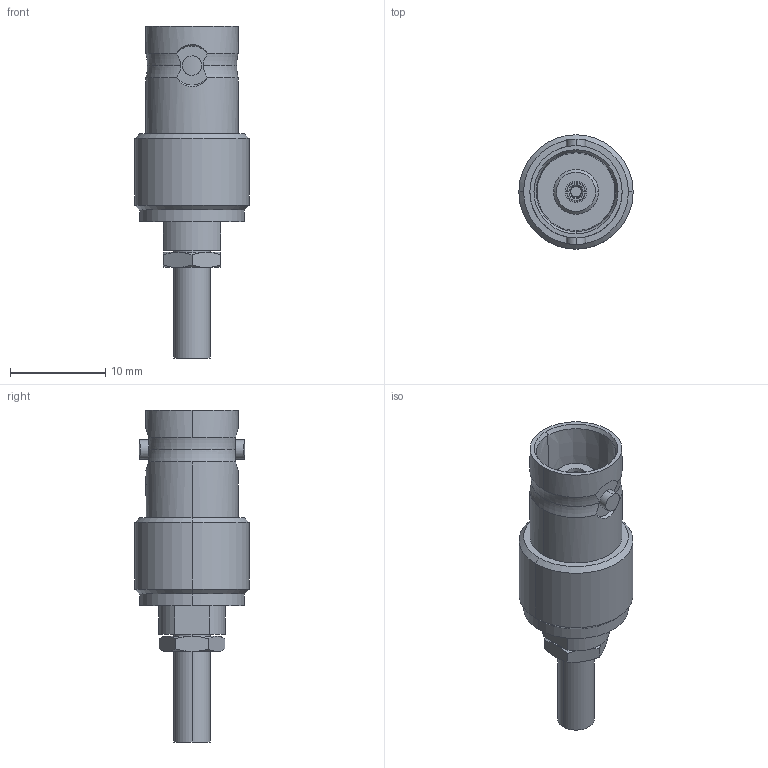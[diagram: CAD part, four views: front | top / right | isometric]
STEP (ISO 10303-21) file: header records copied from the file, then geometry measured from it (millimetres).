
FILE_DESCRIPTION (( 'STEP AP214' ), '1' );
FILE_NAME ('J01001B0005.STEP', '2018-07-12T09:02:42', ( '' ), ( '' ), 'SwSTEP 2.0', 'SolidWorks 2017', '' );
FILE_SCHEMA (( 'AUTOMOTIVE_DESIGN' ));
Length unit declared in the file: millimetre
Products named in the file (1): J01001B0005
Bounding box: 12 x 12 x 34.85 mm (x, y, z)
Volume: 1803.8 mm3; surface area: 1445.6 mm2
Topology: 1 solids, 1 shells, 161 faces, 387 edges, 249 vertices
Faces by surface type: plane 59, cylinder 48, cone 42, torus 12
Entity records: 6695 total; most frequent: CARTESIAN_POINT 1286, ORIENTED_EDGE 774, DIRECTION 750, EDGE_CURVE 387, AXIS2_PLACEMENT_3D 303, VERTEX_POINT 249, EDGE_LOOP 182, ADVANCED_FACE 161
